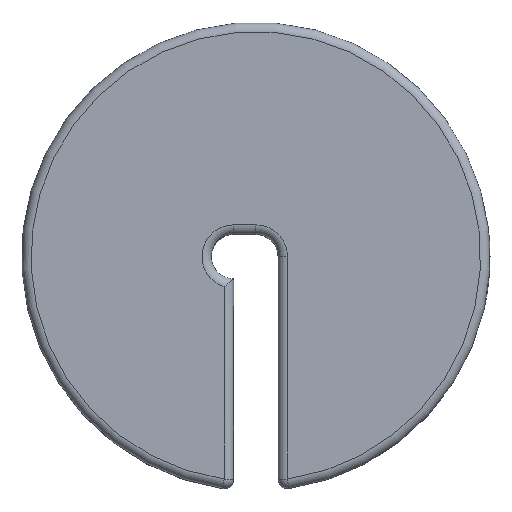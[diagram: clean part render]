
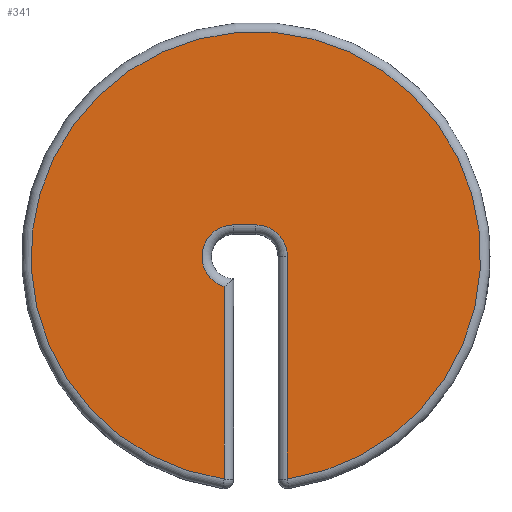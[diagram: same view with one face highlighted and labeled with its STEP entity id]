
A CAD part, top view. The second image highlights one B-rep face of the part: STEP entity #341.
In plain terms, the highlighted planar face has unit normal (0, 0, 1).
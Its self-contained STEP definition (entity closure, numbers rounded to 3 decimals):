
#20=PLANE('',#396);
#35=LINE('',#560,#56);
#37=LINE('',#569,#58);
#39=LINE('',#578,#60);
#56=VECTOR('',#443,10.);
#58=VECTOR('',#455,10.);
#60=VECTOR('',#467,10.);
#98=FACE_OUTER_BOUND('',#119,.T.);
#119=EDGE_LOOP('',(#288,#289,#290,#291,#292,#293));
#132=CIRCLE('',#370,1.35);
#137=CIRCLE('',#379,9.6);
#141=CIRCLE('',#385,1.35);
#149=VERTEX_POINT('',#513);
#155=VERTEX_POINT('',#528);
#156=VERTEX_POINT('',#530);
#158=VERTEX_POINT('',#548);
#163=VERTEX_POINT('',#567);
#165=VERTEX_POINT('',#573);
#185=EDGE_CURVE('',#155,#156,#132,.T.);
#193=EDGE_CURVE('',#156,#158,#35,.T.);
#195=EDGE_CURVE('',#158,#149,#137,.T.);
#198=EDGE_CURVE('',#163,#155,#37,.T.);
#201=EDGE_CURVE('',#165,#163,#141,.T.);
#203=EDGE_CURVE('',#149,#165,#39,.T.);
#288=ORIENTED_EDGE('',*,*,#185,.F.);
#289=ORIENTED_EDGE('',*,*,#198,.F.);
#290=ORIENTED_EDGE('',*,*,#201,.F.);
#291=ORIENTED_EDGE('',*,*,#203,.F.);
#292=ORIENTED_EDGE('',*,*,#195,.F.);
#293=ORIENTED_EDGE('',*,*,#193,.F.);
#341=ADVANCED_FACE('',(#98),#20,.T.);
#370=AXIS2_PLACEMENT_3D('',#531,#425,#426);
#379=AXIS2_PLACEMENT_3D('',#563,#447,#448);
#385=AXIS2_PLACEMENT_3D('',#575,#461,#462);
#396=AXIS2_PLACEMENT_3D('',#615,#494,#495);
#425=DIRECTION('center_axis',(0.,0.,1.));
#426=DIRECTION('ref_axis',(-1.,0.,0.));
#443=DIRECTION('',(0.,-1.,0.));
#447=DIRECTION('center_axis',(0.,0.,-1.));
#448=DIRECTION('ref_axis',(0.,1.,0.));
#455=DIRECTION('',(-1.,0.,0.));
#461=DIRECTION('center_axis',(0.,0.,1.));
#462=DIRECTION('ref_axis',(0.707,0.707,0.));
#467=DIRECTION('',(0.,1.,0.));
#494=DIRECTION('center_axis',(0.,0.,1.));
#495=DIRECTION('ref_axis',(1.,0.,0.));
#513=CARTESIAN_POINT('',(1.35,-9.505,10.));
#528=CARTESIAN_POINT('',(-0.95,1.35,10.));
#530=CARTESIAN_POINT('',(-1.35,-1.289,10.));
#531=CARTESIAN_POINT('Origin',(-0.95,0.,10.));
#548=CARTESIAN_POINT('',(-1.35,-9.505,10.));
#560=CARTESIAN_POINT('',(-1.35,-4.966,10.));
#563=CARTESIAN_POINT('Origin',(0.,0.,10.));
#567=CARTESIAN_POINT('',(0.,1.35,10.));
#569=CARTESIAN_POINT('',(-0.475,1.35,10.));
#573=CARTESIAN_POINT('',(1.35,0.,10.));
#575=CARTESIAN_POINT('Origin',(0.,0.,10.));
#578=CARTESIAN_POINT('',(1.35,0.011,10.));
#615=CARTESIAN_POINT('Origin',(0.,0.023,10.));
